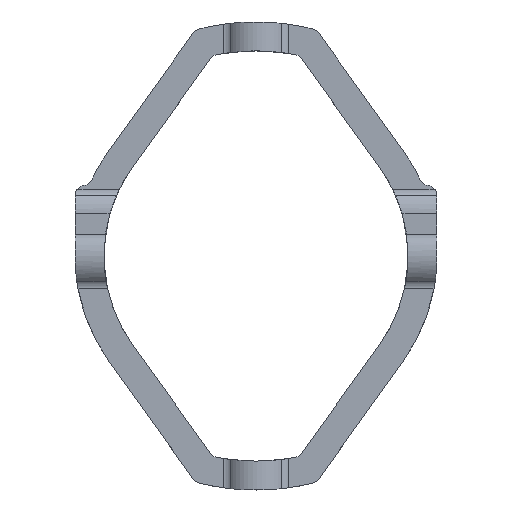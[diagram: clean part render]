
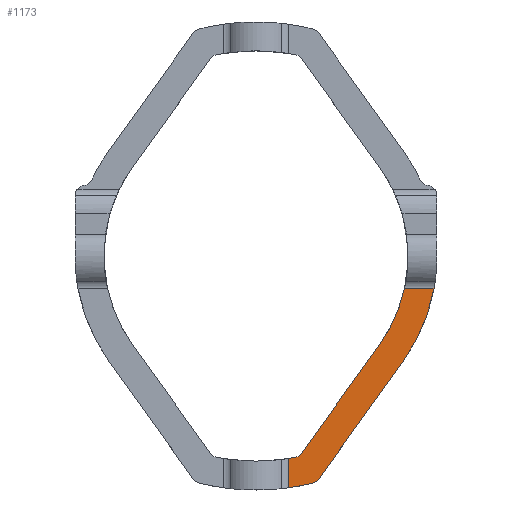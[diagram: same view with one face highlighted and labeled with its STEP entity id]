
A CAD part, top view. The second image highlights one B-rep face of the part: STEP entity #1173.
In plain terms, the highlighted planar face has unit normal (0, 0, 1).
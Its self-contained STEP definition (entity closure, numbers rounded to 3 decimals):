
#921=CARTESIAN_POINT('Vertex',(5.919,-23.517,2.)) ;
#924=CARTESIAN_POINT('Axis2P3D Location',(0.,0.,2.)) ;
#928=CARTESIAN_POINT('Vertex',(3.354,-24.017,2.)) ;
#1083=CARTESIAN_POINT('Axis2P3D Location',(5.675,-22.547,2.)) ;
#1087=CARTESIAN_POINT('Vertex',(6.487,-23.13,2.)) ;
#1102=CARTESIAN_POINT('Axis2P3D Location',(0.,2.872,2.)) ;
#1107=CARTESIAN_POINT('Axis2P3D Location',(0.,0.,2.)) ;
#1111=CARTESIAN_POINT('Vertex',(4.095,-20.852,2.)) ;
#1113=CARTESIAN_POINT('Vertex',(3.354,-20.984,2.)) ;
#1116=CARTESIAN_POINT('Line Origine',(3.354,-22.5,2.)) ;
#1121=CARTESIAN_POINT('Line Origine',(10.862,-17.028,2.)) ;
#1125=CARTESIAN_POINT('Vertex',(15.238,-10.926,2.)) ;
#1128=CARTESIAN_POINT('Axis2P3D Location',(0.,0.,2.)) ;
#1132=CARTESIAN_POINT('Vertex',(18.448,-3.354,2.)) ;
#1135=CARTESIAN_POINT('Line Origine',(16.918,-3.354,2.)) ;
#1139=CARTESIAN_POINT('Vertex',(15.389,-3.354,2.)) ;
#1142=CARTESIAN_POINT('Axis2P3D Location',(0.,0.,2.)) ;
#1146=CARTESIAN_POINT('Vertex',(12.8,-9.178,2.)) ;
#1149=CARTESIAN_POINT('Line Origine',(8.757,-14.815,2.)) ;
#1153=CARTESIAN_POINT('Vertex',(4.715,-20.453,2.)) ;
#1156=CARTESIAN_POINT('Axis2P3D Location',(3.902,-19.87,2.)) ;
#925=DIRECTION('Axis2P3D Direction',(0.,0.,1.)) ;
#1084=DIRECTION('Axis2P3D Direction',(0.,0.,1.)) ;
#1103=DIRECTION('Axis2P3D Direction',(0.,0.,-1.)) ;
#1104=DIRECTION('Axis2P3D XDirection',(0.,1.,0.)) ;
#1108=DIRECTION('Axis2P3D Direction',(0.,0.,-1.)) ;
#1117=DIRECTION('Vector Direction',(0.,-1.,0.)) ;
#1122=DIRECTION('Vector Direction',(-0.583,-0.813,0.)) ;
#1129=DIRECTION('Axis2P3D Direction',(0.,0.,-1.)) ;
#1136=DIRECTION('Vector Direction',(-1.,0.,0.)) ;
#1143=DIRECTION('Axis2P3D Direction',(0.,0.,-1.)) ;
#1150=DIRECTION('Vector Direction',(0.583,0.813,0.)) ;
#1157=DIRECTION('Axis2P3D Direction',(0.,0.,-1.)) ;
#926=AXIS2_PLACEMENT_3D('Circle Axis2P3D',#924,#925,$) ;
#1085=AXIS2_PLACEMENT_3D('Circle Axis2P3D',#1083,#1084,$) ;
#1105=AXIS2_PLACEMENT_3D('Plane Axis2P3D',#1102,#1103,#1104) ;
#1109=AXIS2_PLACEMENT_3D('Circle Axis2P3D',#1107,#1108,$) ;
#1130=AXIS2_PLACEMENT_3D('Circle Axis2P3D',#1128,#1129,$) ;
#1144=AXIS2_PLACEMENT_3D('Circle Axis2P3D',#1142,#1143,$) ;
#1158=AXIS2_PLACEMENT_3D('Circle Axis2P3D',#1156,#1157,$) ;
#1162=ORIENTED_EDGE('',*,*,#1115,.T.) ;
#1163=ORIENTED_EDGE('',*,*,#1120,.T.) ;
#1164=ORIENTED_EDGE('',*,*,#930,.F.) ;
#1165=ORIENTED_EDGE('',*,*,#1089,.F.) ;
#1166=ORIENTED_EDGE('',*,*,#1127,.F.) ;
#1167=ORIENTED_EDGE('',*,*,#1134,.F.) ;
#1168=ORIENTED_EDGE('',*,*,#1141,.T.) ;
#1169=ORIENTED_EDGE('',*,*,#1148,.T.) ;
#1170=ORIENTED_EDGE('',*,*,#1155,.F.) ;
#1171=ORIENTED_EDGE('',*,*,#1160,.T.) ;
#1118=VECTOR('Line Direction',#1117,1.) ;
#1123=VECTOR('Line Direction',#1122,1.) ;
#1137=VECTOR('Line Direction',#1136,1.) ;
#1151=VECTOR('Line Direction',#1150,1.) ;
#1173=ADVANCED_FACE('',(#1172),#1106,.F.) ;
#927=CIRCLE('generated circle',#926,24.25) ;
#1086=CIRCLE('generated circle',#1085,1.) ;
#1110=CIRCLE('generated circle',#1109,21.25) ;
#1131=CIRCLE('generated circle',#1130,18.75) ;
#1145=CIRCLE('generated circle',#1144,15.75) ;
#1159=CIRCLE('generated circle',#1158,1.) ;
#930=EDGE_CURVE('',#922,#929,#927,.F.) ;
#1089=EDGE_CURVE('',#1088,#922,#1086,.F.) ;
#1115=EDGE_CURVE('',#1112,#1114,#1110,.T.) ;
#1120=EDGE_CURVE('',#1114,#929,#1119,.T.) ;
#1127=EDGE_CURVE('',#1126,#1088,#1124,.T.) ;
#1134=EDGE_CURVE('',#1133,#1126,#1131,.T.) ;
#1141=EDGE_CURVE('',#1133,#1140,#1138,.T.) ;
#1148=EDGE_CURVE('',#1140,#1147,#1145,.T.) ;
#1155=EDGE_CURVE('',#1154,#1147,#1152,.T.) ;
#1160=EDGE_CURVE('',#1154,#1112,#1159,.T.) ;
#1161=EDGE_LOOP('',(#1162,#1163,#1164,#1165,#1166,#1167,#1168,#1169,#1170,#1171)) ;
#1172=FACE_OUTER_BOUND('',#1161,.T.) ;
#1119=LINE('Line',#1116,#1118) ;
#1124=LINE('Line',#1121,#1123) ;
#1138=LINE('Line',#1135,#1137) ;
#1152=LINE('Line',#1149,#1151) ;
#1106=PLANE('Plane',#1105) ;
#922=VERTEX_POINT('',#921) ;
#929=VERTEX_POINT('',#928) ;
#1088=VERTEX_POINT('',#1087) ;
#1112=VERTEX_POINT('',#1111) ;
#1114=VERTEX_POINT('',#1113) ;
#1126=VERTEX_POINT('',#1125) ;
#1133=VERTEX_POINT('',#1132) ;
#1140=VERTEX_POINT('',#1139) ;
#1147=VERTEX_POINT('',#1146) ;
#1154=VERTEX_POINT('',#1153) ;
